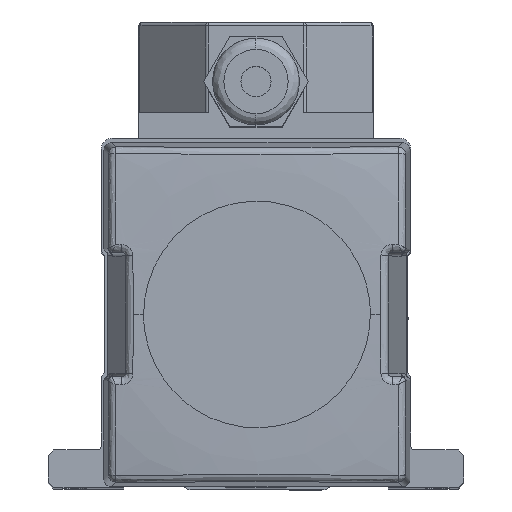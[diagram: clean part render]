
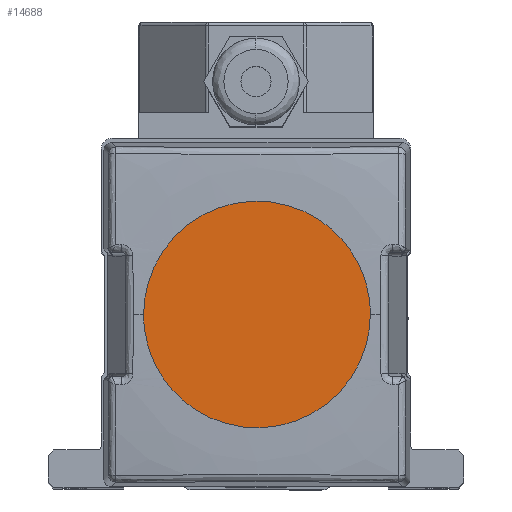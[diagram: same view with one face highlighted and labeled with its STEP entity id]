
A CAD part, top view. The second image highlights one B-rep face of the part: STEP entity #14688.
In plain terms, the highlighted planar face has unit normal (0, 0, 1).
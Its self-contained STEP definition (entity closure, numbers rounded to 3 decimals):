
#1510 = CARTESIAN_POINT ( 'NONE',  ( 30., 0., 36.5 ) ) ;
#6324 = AXIS2_PLACEMENT_3D ( 'NONE', #22582, #18642, #20502 ) ;
#7750 =( BOUNDED_CURVE ( )  B_SPLINE_CURVE ( 3, ( #1510, #20007, #14172, #12614 ),
 .UNSPECIFIED., .F., .F. ) 
 B_SPLINE_CURVE_WITH_KNOTS ( ( 4, 4 ),
 ( 0., 1. ),
 .UNSPECIFIED. ) 
 CURVE ( )  GEOMETRIC_REPRESENTATION_ITEM ( )  RATIONAL_B_SPLINE_CURVE ( ( 1., 0.333, 0.333, 1. ) ) 
 REPRESENTATION_ITEM ( '' )  );
#8104 = CARTESIAN_POINT ( 'NONE',  ( 30., 0., 36.5 ) ) ;
#10077 = FACE_OUTER_BOUND ( 'NONE', #18977, .T. ) ;
#11891 = CARTESIAN_POINT ( 'NONE',  ( 30., 0., 36.5 ) ) ;
#12559 = EDGE_CURVE ( 'NONE', #16111, #13729, #7750, .T. ) ;
#12614 = CARTESIAN_POINT ( 'NONE',  ( -30., 0., 36.5 ) ) ;
#13729 = VERTEX_POINT ( 'NONE', #18606 ) ;
#14172 = CARTESIAN_POINT ( 'NONE',  ( -30., -60., 36.5 ) ) ;
#14688 = ADVANCED_FACE ( 'NONE', ( #10077 ), #18803, .F. ) ;
#14705 =( BOUNDED_CURVE ( )  B_SPLINE_CURVE ( 3, ( #15590, #21089, #17361, #8104 ),
 .UNSPECIFIED., .F., .F. ) 
 B_SPLINE_CURVE_WITH_KNOTS ( ( 4, 4 ),
 ( 0., 1. ),
 .UNSPECIFIED. ) 
 CURVE ( )  GEOMETRIC_REPRESENTATION_ITEM ( )  RATIONAL_B_SPLINE_CURVE ( ( 1., 0.333, 0.333, 1. ) ) 
 REPRESENTATION_ITEM ( '' )  );
#15535 = EDGE_CURVE ( 'NONE', #13729, #16111, #14705, .T. ) ;
#15590 = CARTESIAN_POINT ( 'NONE',  ( -30., 0., 36.5 ) ) ;
#16111 = VERTEX_POINT ( 'NONE', #11891 ) ;
#16506 = ORIENTED_EDGE ( 'NONE', *, *, #12559, .F. ) ;
#17361 = CARTESIAN_POINT ( 'NONE',  ( 30., 60., 36.5 ) ) ;
#17381 = ORIENTED_EDGE ( 'NONE', *, *, #15535, .F. ) ;
#18606 = CARTESIAN_POINT ( 'NONE',  ( -30., 0., 36.5 ) ) ;
#18642 = DIRECTION ( 'NONE',  ( 0., 0., -1. ) ) ;
#18803 = PLANE ( 'NONE',  #6324 ) ;
#18977 = EDGE_LOOP ( 'NONE', ( #16506, #17381 ) ) ;
#20007 = CARTESIAN_POINT ( 'NONE',  ( 30., -60., 36.5 ) ) ;
#20502 = DIRECTION ( 'NONE',  ( -1., 0., 0. ) ) ;
#21089 = CARTESIAN_POINT ( 'NONE',  ( -30., 60., 36.5 ) ) ;
#22582 = CARTESIAN_POINT ( 'NONE',  ( 0., 0., 36.5 ) ) ;
